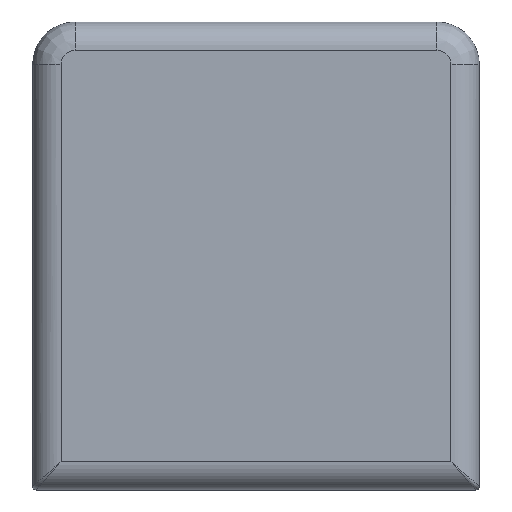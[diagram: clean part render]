
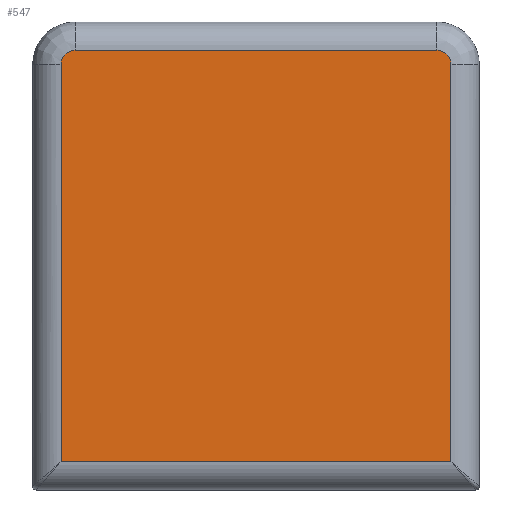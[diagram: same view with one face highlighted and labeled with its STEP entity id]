
A CAD part, top view. The second image highlights one B-rep face of the part: STEP entity #547.
In plain terms, the highlighted planar face has unit normal (0, 0, 1).
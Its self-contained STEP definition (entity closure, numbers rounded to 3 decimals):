
#65=FACE_OUTER_BOUND('',#111,.T.);
#111=EDGE_LOOP('',(#407,#408,#409,#410,#411,#412));
#163=CIRCLE('',#629,1.);
#164=CIRCLE('',#630,1.);
#192=LINE('',#971,#222);
#194=LINE('',#1104,#224);
#197=LINE('',#1115,#227);
#199=LINE('',#1185,#229);
#222=VECTOR('',#727,27.5);
#224=VECTOR('',#731,28.);
#227=VECTOR('',#744,28.);
#229=VECTOR('',#750,25.5);
#266=VERTEX_POINT('',#905);
#267=VERTEX_POINT('',#970);
#269=VERTEX_POINT('',#1103);
#272=VERTEX_POINT('',#1113);
#273=VERTEX_POINT('',#1182);
#274=VERTEX_POINT('',#1184);
#316=EDGE_CURVE('',#267,#266,#192,.T.);
#320=EDGE_CURVE('',#269,#267,#194,.T.);
#326=EDGE_CURVE('',#266,#272,#197,.T.);
#329=EDGE_CURVE('',#272,#273,#163,.T.);
#330=EDGE_CURVE('',#273,#274,#199,.T.);
#331=EDGE_CURVE('',#274,#269,#164,.T.);
#407=ORIENTED_EDGE('',*,*,#329,.T.);
#408=ORIENTED_EDGE('',*,*,#330,.T.);
#409=ORIENTED_EDGE('',*,*,#331,.T.);
#410=ORIENTED_EDGE('',*,*,#320,.T.);
#411=ORIENTED_EDGE('',*,*,#316,.T.);
#412=ORIENTED_EDGE('',*,*,#326,.T.);
#526=PLANE('',#628);
#547=ADVANCED_FACE('',(#65),#526,.T.);
#628=AXIS2_PLACEMENT_3D('',#1181,#746,#747);
#629=AXIS2_PLACEMENT_3D('',#1183,#748,#749);
#630=AXIS2_PLACEMENT_3D('',#1186,#751,#752);
#727=DIRECTION('',(1.,0.,0.));
#731=DIRECTION('',(0.,-1.,0.));
#744=DIRECTION('',(0.,1.,0.));
#746=DIRECTION('center_axis',(0.,0.,1.));
#747=DIRECTION('ref_axis',(1.,0.,0.));
#748=DIRECTION('center_axis',(0.,0.,1.));
#749=DIRECTION('ref_axis',(1.,0.,0.));
#750=DIRECTION('',(-1.,0.,0.));
#751=DIRECTION('center_axis',(0.,0.,1.));
#752=DIRECTION('ref_axis',(0.,1.,0.));
#905=CARTESIAN_POINT('',(29.5,-28.,2.5));
#970=CARTESIAN_POINT('',(2.,-28.,2.5));
#971=CARTESIAN_POINT('',(2.,-28.,2.5));
#1103=CARTESIAN_POINT('',(2.,0.,2.5));
#1104=CARTESIAN_POINT('',(2.,0.,2.5));
#1113=CARTESIAN_POINT('',(29.5,0.,2.5));
#1115=CARTESIAN_POINT('',(29.5,-28.,2.5));
#1181=CARTESIAN_POINT('Origin',(-3.15,-33.3,2.5));
#1182=CARTESIAN_POINT('',(28.5,1.,2.5));
#1183=CARTESIAN_POINT('Origin',(28.5,0.,2.5));
#1184=CARTESIAN_POINT('',(3.,1.,2.5));
#1185=CARTESIAN_POINT('',(28.5,1.,2.5));
#1186=CARTESIAN_POINT('Origin',(3.,0.,2.5));
